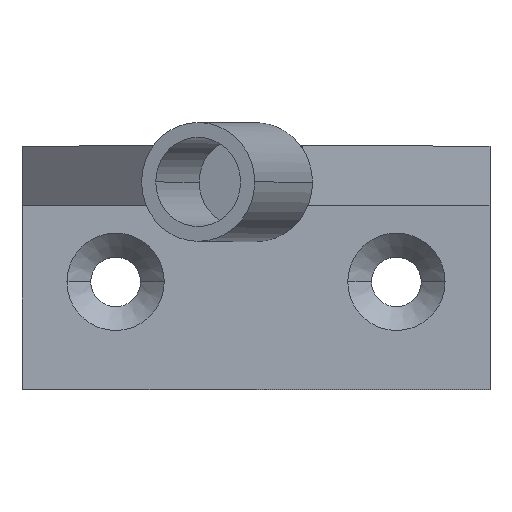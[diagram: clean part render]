
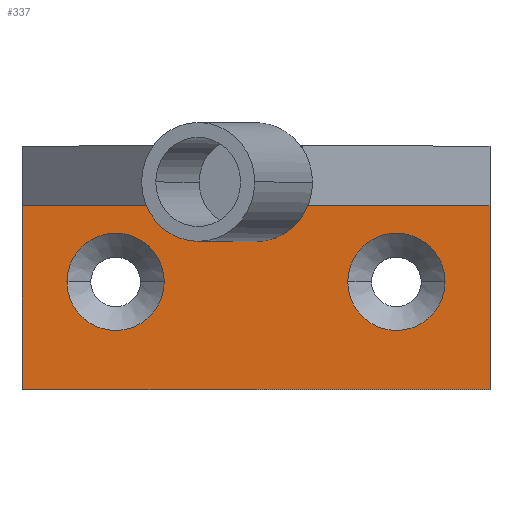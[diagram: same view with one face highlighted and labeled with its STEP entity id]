
A CAD part, top view. The second image highlights one B-rep face of the part: STEP entity #337.
In plain terms, the highlighted planar face has unit normal (0, 0, 1).
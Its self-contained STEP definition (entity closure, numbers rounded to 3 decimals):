
#5 = EDGE_CURVE ( 'NONE', #237, #601, #587, .T. ) ;
#7 = ORIENTED_EDGE ( 'NONE', *, *, #586, .F. ) ;
#40 = EDGE_CURVE ( 'NONE', #601, #237, #690, .T. ) ;
#43 = DIRECTION ( 'NONE',  ( 0., -1., 0. ) ) ;
#82 = EDGE_LOOP ( 'NONE', ( #670, #151 ) ) ;
#86 = EDGE_CURVE ( 'NONE', #271, #761, #263, .T. ) ;
#89 = AXIS2_PLACEMENT_3D ( 'NONE', #728, #564, #569 ) ;
#119 = LINE ( 'NONE', #768, #930 ) ;
#128 = CARTESIAN_POINT ( 'NONE',  ( 25., -13., 3. ) ) ;
#149 = AXIS2_PLACEMENT_3D ( 'NONE', #215, #716, #790 ) ;
#151 = ORIENTED_EDGE ( 'NONE', *, *, #5, .F. ) ;
#181 = AXIS2_PLACEMENT_3D ( 'NONE', #735, #381, #666 ) ;
#188 = DIRECTION ( 'NONE',  ( 0., 0., 1. ) ) ;
#215 = CARTESIAN_POINT ( 'NONE',  ( -15., -1.5, 3. ) ) ;
#228 = VECTOR ( 'NONE', #240, 1000. ) ;
#237 = VERTEX_POINT ( 'NONE', #898 ) ;
#240 = DIRECTION ( 'NONE',  ( 0., 1., 0. ) ) ;
#263 = LINE ( 'NONE', #922, #515 ) ;
#266 = CARTESIAN_POINT ( 'NONE',  ( -25., 6.65, 3. ) ) ;
#271 = VERTEX_POINT ( 'NONE', #266 ) ;
#292 = VERTEX_POINT ( 'NONE', #128 ) ;
#328 = AXIS2_PLACEMENT_3D ( 'NONE', #510, #929, #644 ) ;
#329 = CARTESIAN_POINT ( 'NONE',  ( -20.2, -1.5, 3. ) ) ;
#337 = ADVANCED_FACE ( 'NONE', ( #784, #567, #848 ), #363, .F. ) ;
#349 = VERTEX_POINT ( 'NONE', #495 ) ;
#351 = DIRECTION ( 'NONE',  ( 1., 0., 0. ) ) ;
#354 = DIRECTION ( 'NONE',  ( 1., 0., 0. ) ) ;
#363 = PLANE ( 'NONE',  #328 ) ;
#377 = VERTEX_POINT ( 'NONE', #427 ) ;
#381 = DIRECTION ( 'NONE',  ( 0., 0., 1. ) ) ;
#418 = EDGE_CURVE ( 'NONE', #292, #349, #725, .T. ) ;
#427 = CARTESIAN_POINT ( 'NONE',  ( -9.8, -1.5, 3. ) ) ;
#467 = ORIENTED_EDGE ( 'NONE', *, *, #418, .T. ) ;
#484 = CARTESIAN_POINT ( 'NONE',  ( 20.2, -1.5, 3. ) ) ;
#495 = CARTESIAN_POINT ( 'NONE',  ( 25., 6.65, 3. ) ) ;
#507 = ORIENTED_EDGE ( 'NONE', *, *, #617, .T. ) ;
#510 = CARTESIAN_POINT ( 'NONE',  ( 0., 0., 3. ) ) ;
#515 = VECTOR ( 'NONE', #43, 1000. ) ;
#516 = CIRCLE ( 'NONE', #149, 5.2 ) ;
#551 = CARTESIAN_POINT ( 'NONE',  ( 15., -1.5, 3. ) ) ;
#554 = LINE ( 'NONE', #845, #664 ) ;
#564 = DIRECTION ( 'NONE',  ( 0., 0., 1. ) ) ;
#567 = FACE_BOUND ( 'NONE', #82, .T. ) ;
#569 = DIRECTION ( 'NONE',  ( 1., 0., 0. ) ) ;
#576 = CARTESIAN_POINT ( 'NONE',  ( -25., -13., 3. ) ) ;
#586 = EDGE_CURVE ( 'NONE', #271, #349, #554, .T. ) ;
#587 = CIRCLE ( 'NONE', #181, 5.2 ) ;
#601 = VERTEX_POINT ( 'NONE', #484 ) ;
#605 = ORIENTED_EDGE ( 'NONE', *, *, #711, .F. ) ;
#617 = EDGE_CURVE ( 'NONE', #761, #292, #119, .T. ) ;
#644 = DIRECTION ( 'NONE',  ( -1., 0., 0. ) ) ;
#651 = EDGE_LOOP ( 'NONE', ( #777, #605 ) ) ;
#664 = VECTOR ( 'NONE', #354, 1000. ) ;
#666 = DIRECTION ( 'NONE',  ( 1., 0., 0. ) ) ;
#670 = ORIENTED_EDGE ( 'NONE', *, *, #40, .F. ) ;
#690 = CIRCLE ( 'NONE', #705, 5.2 ) ;
#699 = EDGE_CURVE ( 'NONE', #377, #881, #516, .T. ) ;
#705 = AXIS2_PLACEMENT_3D ( 'NONE', #551, #188, #351 ) ;
#711 = EDGE_CURVE ( 'NONE', #881, #377, #788, .T. ) ;
#715 = ORIENTED_EDGE ( 'NONE', *, *, #86, .T. ) ;
#716 = DIRECTION ( 'NONE',  ( 0., 0., 1. ) ) ;
#725 = LINE ( 'NONE', #875, #228 ) ;
#728 = CARTESIAN_POINT ( 'NONE',  ( -15., -1.5, 3. ) ) ;
#735 = CARTESIAN_POINT ( 'NONE',  ( 15., -1.5, 3. ) ) ;
#761 = VERTEX_POINT ( 'NONE', #576 ) ;
#768 = CARTESIAN_POINT ( 'NONE',  ( -25., -13., 3. ) ) ;
#777 = ORIENTED_EDGE ( 'NONE', *, *, #699, .F. ) ;
#784 = FACE_BOUND ( 'NONE', #651, .T. ) ;
#788 = CIRCLE ( 'NONE', #89, 5.2 ) ;
#790 = DIRECTION ( 'NONE',  ( 1., 0., 0. ) ) ;
#802 = EDGE_LOOP ( 'NONE', ( #467, #7, #715, #507 ) ) ;
#822 = DIRECTION ( 'NONE',  ( 1., 0., 0. ) ) ;
#845 = CARTESIAN_POINT ( 'NONE',  ( -25., 6.65, 3. ) ) ;
#848 = FACE_OUTER_BOUND ( 'NONE', #802, .T. ) ;
#875 = CARTESIAN_POINT ( 'NONE',  ( 25., -13., 3. ) ) ;
#881 = VERTEX_POINT ( 'NONE', #329 ) ;
#898 = CARTESIAN_POINT ( 'NONE',  ( 9.8, -1.5, 3. ) ) ;
#922 = CARTESIAN_POINT ( 'NONE',  ( -25., -13., 3. ) ) ;
#929 = DIRECTION ( 'NONE',  ( 0., 0., -1. ) ) ;
#930 = VECTOR ( 'NONE', #822, 1000. ) ;
